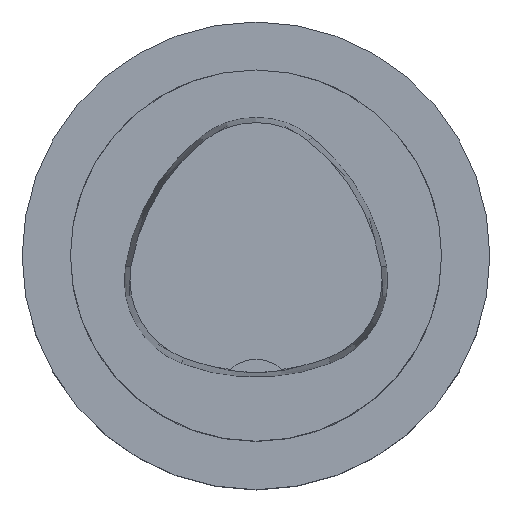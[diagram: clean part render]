
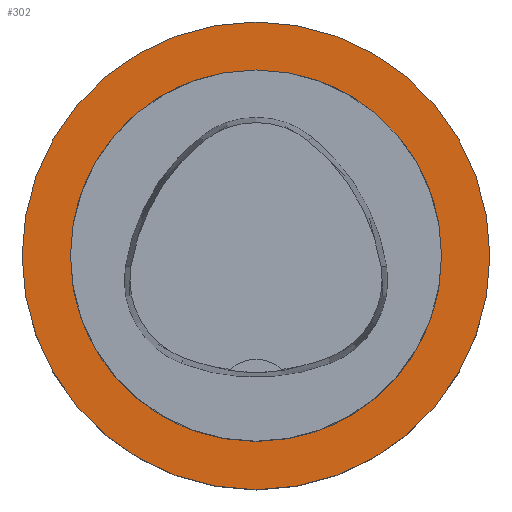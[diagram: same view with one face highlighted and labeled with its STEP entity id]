
A CAD part, top view. The second image highlights one B-rep face of the part: STEP entity #302.
In plain terms, the highlighted planar face has unit normal (0, 0, 1).
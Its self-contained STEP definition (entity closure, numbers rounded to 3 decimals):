
#231=PLANE('',#795);
#302=ADVANCED_FACE('',(#336,#337),#231,.T.);
#336=FACE_BOUND('',#384,.T.);
#337=FACE_BOUND('',#385,.T.);
#384=EDGE_LOOP('',(#512));
#385=EDGE_LOOP('',(#513));
#512=ORIENTED_EDGE('',*,*,#682,.T.);
#513=ORIENTED_EDGE('',*,*,#683,.F.);
#608=VERTEX_POINT('',#1136);
#609=VERTEX_POINT('',#1139);
#682=EDGE_CURVE('',#608,#608,#732,.T.);
#683=EDGE_CURVE('',#609,#609,#733,.T.);
#732=CIRCLE('',#792,25.0);
#733=CIRCLE('',#794,31.5);
#792=AXIS2_PLACEMENT_3D('',#1135,#945,#946);
#794=AXIS2_PLACEMENT_3D('',#1138,#949,#950);
#795=AXIS2_PLACEMENT_3D('',#1140,#951,#952);
#945=DIRECTION('',(0.0,0.0,-1.0));
#946=DIRECTION('',(-1.0,0.0,0.0));
#949=DIRECTION('',(0.0,0.0,-1.0));
#950=DIRECTION('',(-1.0,0.0,0.0));
#951=DIRECTION('',(0.0,0.0,1.0));
#952=DIRECTION('',(1.0,0.0,0.0));
#1135=CARTESIAN_POINT('',(0.0,0.0,-20.0));
#1136=CARTESIAN_POINT('',(-25.0,0.0,-20.0));
#1138=CARTESIAN_POINT('',(0.,0.,-20.0));
#1139=CARTESIAN_POINT('',(-31.5,0.,-20.0));
#1140=CARTESIAN_POINT('',(0.,0.,-20.0));
